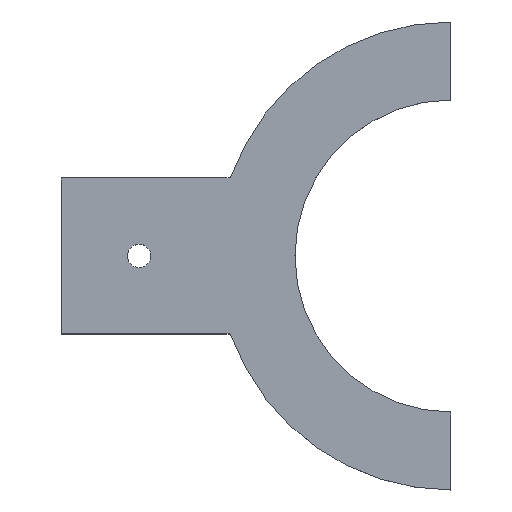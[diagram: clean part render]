
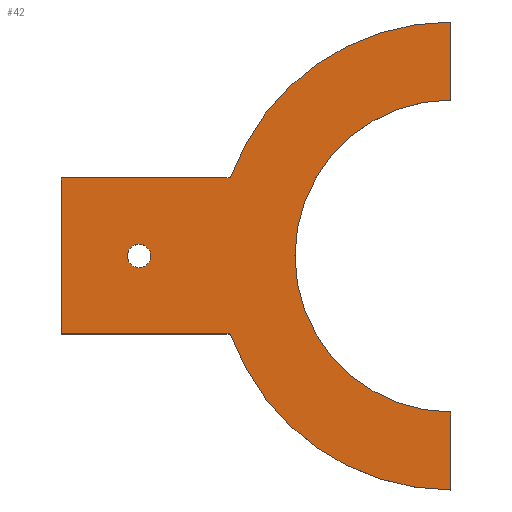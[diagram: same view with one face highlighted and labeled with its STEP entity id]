
A CAD part, top view. The second image highlights one B-rep face of the part: STEP entity #42.
In plain terms, the highlighted planar face has unit normal (0, 0, 1).
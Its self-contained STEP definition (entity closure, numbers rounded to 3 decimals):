
#2 = DIRECTION ( 'NONE',  ( 0., 0., 1. ) ) ;
#4 = EDGE_CURVE ( 'NONE', #9, #138, #285, .T. ) ;
#9 = VERTEX_POINT ( 'NONE', #476 ) ;
#11 = DIRECTION ( 'NONE',  ( 1., 0., 0. ) ) ;
#24 = ORIENTED_EDGE ( 'NONE', *, *, #174, .F. ) ;
#25 = DIRECTION ( 'NONE',  ( 1., 0., 0. ) ) ;
#31 = ORIENTED_EDGE ( 'NONE', *, *, #139, .T. ) ;
#36 = FACE_BOUND ( 'NONE', #341, .T. ) ;
#42 = ADVANCED_FACE ( 'NONE', ( #36, #352 ), #125, .T. ) ;
#45 = CARTESIAN_POINT ( 'NONE',  ( -56.921, -20., 5. ) ) ;
#46 = EDGE_CURVE ( 'NONE', #305, #138, #263, .T. ) ;
#48 = AXIS2_PLACEMENT_3D ( 'NONE', #445, #2, #49 ) ;
#49 = DIRECTION ( 'NONE',  ( 1., 0., 0. ) ) ;
#58 = CARTESIAN_POINT ( 'NONE',  ( 0., 60., 5. ) ) ;
#59 = DIRECTION ( 'NONE',  ( 0., 0., -1. ) ) ;
#63 = ORIENTED_EDGE ( 'NONE', *, *, #383, .F. ) ;
#72 = VERTEX_POINT ( 'NONE', #133 ) ;
#73 = ORIENTED_EDGE ( 'NONE', *, *, #343, .T. ) ;
#75 = CARTESIAN_POINT ( 'NONE',  ( -100., 20., 5. ) ) ;
#78 = DIRECTION ( 'NONE',  ( 1., 0., 0. ) ) ;
#82 = AXIS2_PLACEMENT_3D ( 'NONE', #394, #235, #160 ) ;
#87 = VECTOR ( 'NONE', #11, 1000. ) ;
#97 = VERTEX_POINT ( 'NONE', #45 ) ;
#98 = EDGE_CURVE ( 'NONE', #270, #510, #202, .T. ) ;
#103 = ORIENTED_EDGE ( 'NONE', *, *, #306, .F. ) ;
#113 = CIRCLE ( 'NONE', #175, 3. ) ;
#119 = AXIS2_PLACEMENT_3D ( 'NONE', #514, #239, #508 ) ;
#125 = PLANE ( 'NONE',  #119 ) ;
#132 = ORIENTED_EDGE ( 'NONE', *, *, #370, .T. ) ;
#133 = CARTESIAN_POINT ( 'NONE',  ( 0., 60., 5. ) ) ;
#137 = LINE ( 'NONE', #281, #307 ) ;
#138 = VERTEX_POINT ( 'NONE', #272 ) ;
#139 = EDGE_CURVE ( 'NONE', #226, #427, #322, .T. ) ;
#149 = ORIENTED_EDGE ( 'NONE', *, *, #261, .F. ) ;
#152 = CIRCLE ( 'NONE', #205, 40. ) ;
#156 = EDGE_LOOP ( 'NONE', ( #132, #441, #73, #31, #197, #309, #308, #171, #63, #103, #24 ) ) ;
#159 = DIRECTION ( 'NONE',  ( 1., 0., 0. ) ) ;
#160 = DIRECTION ( 'NONE',  ( 1., 0., 0. ) ) ;
#171 = ORIENTED_EDGE ( 'NONE', *, *, #46, .F. ) ;
#174 = EDGE_CURVE ( 'NONE', #72, #421, #178, .T. ) ;
#175 = AXIS2_PLACEMENT_3D ( 'NONE', #268, #503, #25 ) ;
#178 = LINE ( 'NONE', #58, #300 ) ;
#197 = ORIENTED_EDGE ( 'NONE', *, *, #470, .T. ) ;
#199 = AXIS2_PLACEMENT_3D ( 'NONE', #489, #59, #371 ) ;
#202 = CIRCLE ( 'NONE', #48, 3. ) ;
#205 = AXIS2_PLACEMENT_3D ( 'NONE', #480, #212, #299 ) ;
#206 = CARTESIAN_POINT ( 'NONE',  ( 0., 0., 5. ) ) ;
#212 = DIRECTION ( 'NONE',  ( 0., 0., 1. ) ) ;
#214 = VECTOR ( 'NONE', #512, 1000. ) ;
#226 = VERTEX_POINT ( 'NONE', #75 ) ;
#235 = DIRECTION ( 'NONE',  ( 0., 0., 1. ) ) ;
#236 = CIRCLE ( 'NONE', #417, 60. ) ;
#239 = DIRECTION ( 'NONE',  ( 0., 0., 1. ) ) ;
#242 = CIRCLE ( 'NONE', #199, 0.5 ) ;
#244 = CIRCLE ( 'NONE', #82, 40. ) ;
#246 = DIRECTION ( 'NONE',  ( 0., 0., 1. ) ) ;
#261 = EDGE_CURVE ( 'NONE', #510, #270, #113, .T. ) ;
#263 = LINE ( 'NONE', #455, #214 ) ;
#267 = DIRECTION ( 'NONE',  ( 0., -1., 0. ) ) ;
#268 = CARTESIAN_POINT ( 'NONE',  ( -80., 0., 5. ) ) ;
#270 = VERTEX_POINT ( 'NONE', #386 ) ;
#272 = CARTESIAN_POINT ( 'NONE',  ( 0., -60., 5. ) ) ;
#280 = VERTEX_POINT ( 'NONE', #389 ) ;
#281 = CARTESIAN_POINT ( 'NONE',  ( -56.569, 20., 5. ) ) ;
#285 = CIRCLE ( 'NONE', #478, 60. ) ;
#290 = DIRECTION ( 'NONE',  ( -1., 0., 0. ) ) ;
#291 = EDGE_CURVE ( 'NONE', #280, #294, #446, .T. ) ;
#293 = CARTESIAN_POINT ( 'NONE',  ( -100., -20., 5. ) ) ;
#294 = VERTEX_POINT ( 'NONE', #499 ) ;
#299 = DIRECTION ( 'NONE',  ( 1., 0., 0. ) ) ;
#300 = VECTOR ( 'NONE', #423, 1000. ) ;
#301 = CARTESIAN_POINT ( 'NONE',  ( -100., -20., 5. ) ) ;
#305 = VERTEX_POINT ( 'NONE', #424 ) ;
#306 = EDGE_CURVE ( 'NONE', #421, #342, #244, .T. ) ;
#307 = VECTOR ( 'NONE', #290, 1000. ) ;
#308 = ORIENTED_EDGE ( 'NONE', *, *, #4, .T. ) ;
#309 = ORIENTED_EDGE ( 'NONE', *, *, #518, .T. ) ;
#312 = DIRECTION ( 'NONE',  ( 0., 0., -1. ) ) ;
#322 = LINE ( 'NONE', #463, #473 ) ;
#330 = DIRECTION ( 'NONE',  ( 1., 0., 0. ) ) ;
#341 = EDGE_LOOP ( 'NONE', ( #391, #149 ) ) ;
#342 = VERTEX_POINT ( 'NONE', #399 ) ;
#343 = EDGE_CURVE ( 'NONE', #294, #226, #137, .T. ) ;
#352 = FACE_OUTER_BOUND ( 'NONE', #156, .T. ) ;
#361 = AXIS2_PLACEMENT_3D ( 'NONE', #430, #312, #159 ) ;
#370 = EDGE_CURVE ( 'NONE', #72, #280, #236, .T. ) ;
#371 = DIRECTION ( 'NONE',  ( 1., 0., 0. ) ) ;
#377 = CARTESIAN_POINT ( 'NONE',  ( -83., 0., 5. ) ) ;
#383 = EDGE_CURVE ( 'NONE', #342, #305, #152, .T. ) ;
#386 = CARTESIAN_POINT ( 'NONE',  ( -77., 0., 5. ) ) ;
#389 = CARTESIAN_POINT ( 'NONE',  ( -56.451, 20.331, 5. ) ) ;
#391 = ORIENTED_EDGE ( 'NONE', *, *, #98, .F. ) ;
#394 = CARTESIAN_POINT ( 'NONE',  ( 0., 0., 5. ) ) ;
#399 = CARTESIAN_POINT ( 'NONE',  ( -40., 0., 5. ) ) ;
#406 = CARTESIAN_POINT ( 'NONE',  ( 0., 40., 5. ) ) ;
#408 = CARTESIAN_POINT ( 'NONE',  ( 0., 0., 5. ) ) ;
#417 = AXIS2_PLACEMENT_3D ( 'NONE', #408, #442, #330 ) ;
#421 = VERTEX_POINT ( 'NONE', #406 ) ;
#423 = DIRECTION ( 'NONE',  ( 0., -1., 0. ) ) ;
#424 = CARTESIAN_POINT ( 'NONE',  ( 0., -40., 5. ) ) ;
#427 = VERTEX_POINT ( 'NONE', #293 ) ;
#430 = CARTESIAN_POINT ( 'NONE',  ( -56.921, 20.5, 5. ) ) ;
#441 = ORIENTED_EDGE ( 'NONE', *, *, #291, .T. ) ;
#442 = DIRECTION ( 'NONE',  ( 0., 0., 1. ) ) ;
#445 = CARTESIAN_POINT ( 'NONE',  ( -80., 0., 5. ) ) ;
#446 = CIRCLE ( 'NONE', #361, 0.5 ) ;
#455 = CARTESIAN_POINT ( 'NONE',  ( 0., -40., 5. ) ) ;
#460 = LINE ( 'NONE', #301, #87 ) ;
#463 = CARTESIAN_POINT ( 'NONE',  ( -100., 20., 5. ) ) ;
#470 = EDGE_CURVE ( 'NONE', #427, #97, #460, .T. ) ;
#473 = VECTOR ( 'NONE', #267, 1000. ) ;
#476 = CARTESIAN_POINT ( 'NONE',  ( -56.451, -20.331, 5. ) ) ;
#478 = AXIS2_PLACEMENT_3D ( 'NONE', #206, #246, #78 ) ;
#480 = CARTESIAN_POINT ( 'NONE',  ( 0., 0., 5. ) ) ;
#489 = CARTESIAN_POINT ( 'NONE',  ( -56.921, -20.5, 5. ) ) ;
#499 = CARTESIAN_POINT ( 'NONE',  ( -56.921, 20., 5. ) ) ;
#503 = DIRECTION ( 'NONE',  ( 0., 0., 1. ) ) ;
#508 = DIRECTION ( 'NONE',  ( 1., 0., 0. ) ) ;
#510 = VERTEX_POINT ( 'NONE', #377 ) ;
#512 = DIRECTION ( 'NONE',  ( 0., -1., 0. ) ) ;
#514 = CARTESIAN_POINT ( 'NONE',  ( 0., 0., 5. ) ) ;
#518 = EDGE_CURVE ( 'NONE', #97, #9, #242, .T. ) ;
